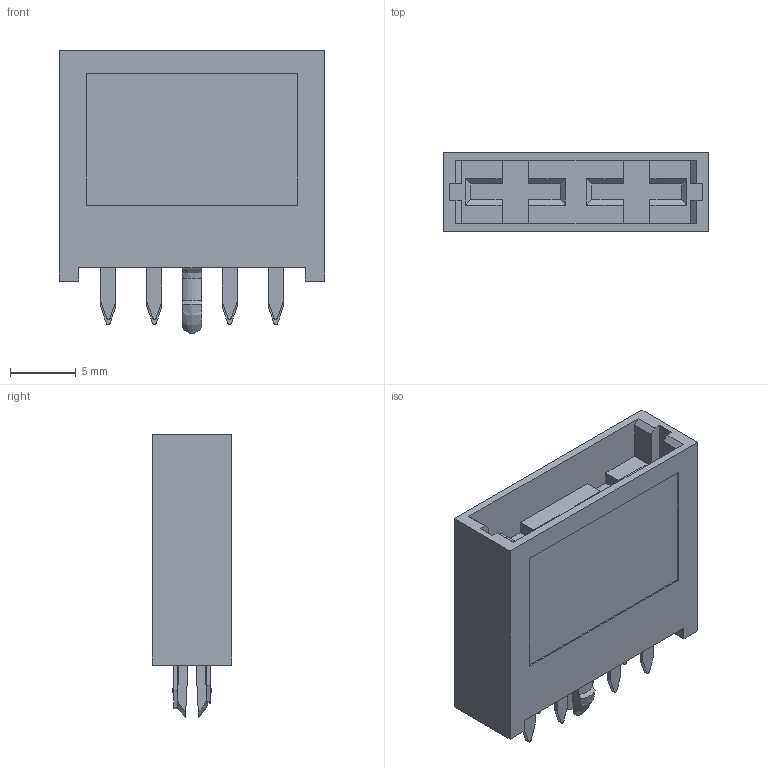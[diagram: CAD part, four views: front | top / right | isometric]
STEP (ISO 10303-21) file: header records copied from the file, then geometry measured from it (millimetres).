
FILE_DESCRIPTION (( 'STEP AP203' ), '1' );
FILE_NAME ('178.6165.0000 - Holder FLR (ATO) Step model.STEP', '2021-01-07T14:49:55', ( '' ), ( '' ), 'SwSTEP 2.0', 'SolidWorks 2017', '' );
FILE_SCHEMA (( 'CONFIG_CONTROL_DESIGN' ));
Length unit declared in the file: inch
Products named in the file (1): 178.6165.0000 - Holder FLR (ATO) Step model
Bounding box: 20.15 x 6 x 21.5 mm (x, y, z)
Volume: 2110.9 mm3; surface area: 2302.6 mm2
Topology: 3 solids, 3 shells, 335 faces, 981 edges, 634 vertices
Faces by surface type: plane 290, cylinder 38, bspline 4, cone 3
Entity records: 11146 total; most frequent: CARTESIAN_POINT 2155, ORIENTED_EDGE 1962, DIRECTION 1685, EDGE_CURVE 981, VECTOR 885, LINE 885, VERTEX_POINT 634, AXIS2_PLACEMENT_3D 400
